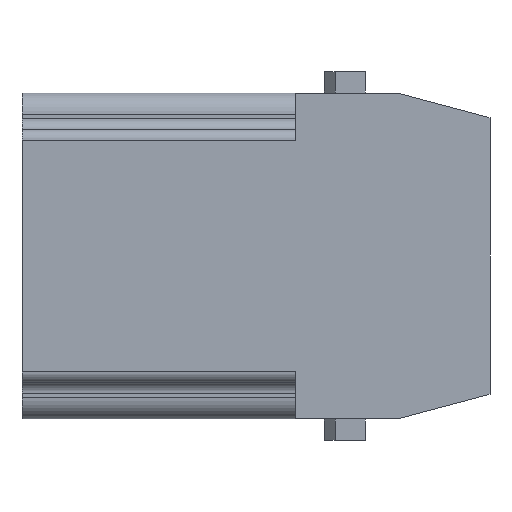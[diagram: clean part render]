
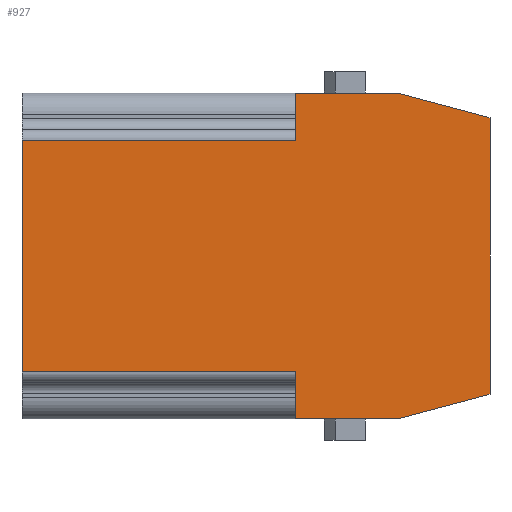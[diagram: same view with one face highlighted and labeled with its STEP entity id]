
A CAD part, left-side view. The second image highlights one B-rep face of the part: STEP entity #927.
In plain terms, the highlighted planar face has unit normal (-1, 0, 0).
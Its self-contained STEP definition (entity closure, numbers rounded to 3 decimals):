
#927=ADVANCED_FACE('',(#1232),#1078,.T.);
#1078=PLANE('',#4234);
#1232=FACE_OUTER_BOUND('',#1440,.T.);
#1440=EDGE_LOOP('',(#2187,#2188,#2189,#2190,#2191,#2192,#2193,#2194,#2195,
#2196));
#2187=ORIENTED_EDGE('',*,*,#3131,.T.);
#2188=ORIENTED_EDGE('',*,*,#3132,.T.);
#2189=ORIENTED_EDGE('',*,*,#3133,.T.);
#2190=ORIENTED_EDGE('',*,*,#3130,.T.);
#2191=ORIENTED_EDGE('',*,*,#3119,.T.);
#2192=ORIENTED_EDGE('',*,*,#3111,.F.);
#2193=ORIENTED_EDGE('',*,*,#3106,.T.);
#2194=ORIENTED_EDGE('',*,*,#3105,.T.);
#2195=ORIENTED_EDGE('',*,*,#3100,.T.);
#2196=ORIENTED_EDGE('',*,*,#3096,.T.);
#2664=VERTEX_POINT('',#6413);
#2665=VERTEX_POINT('',#6415);
#2667=VERTEX_POINT('',#6422);
#2669=VERTEX_POINT('',#6428);
#2671=VERTEX_POINT('',#6434);
#2674=VERTEX_POINT('',#6443);
#2681=VERTEX_POINT('',#6459);
#2686=VERTEX_POINT('',#6479);
#2687=VERTEX_POINT('',#6483);
#2688=VERTEX_POINT('',#6485);
#3096=EDGE_CURVE('',#2665,#2664,#3490,.T.);
#3100=EDGE_CURVE('',#2667,#2665,#3494,.T.);
#3105=EDGE_CURVE('',#2669,#2667,#3499,.T.);
#3106=EDGE_CURVE('',#2671,#2669,#3500,.T.);
#3111=EDGE_CURVE('',#2671,#2674,#3505,.T.);
#3119=EDGE_CURVE('',#2681,#2674,#3511,.T.);
#3130=EDGE_CURVE('',#2686,#2681,#3518,.T.);
#3131=EDGE_CURVE('',#2664,#2687,#3519,.T.);
#3132=EDGE_CURVE('',#2687,#2688,#3520,.T.);
#3133=EDGE_CURVE('',#2688,#2686,#3521,.T.);
#3490=LINE('',#6414,#3866);
#3494=LINE('',#6421,#3870);
#3499=LINE('',#6431,#3875);
#3500=LINE('',#6433,#3876);
#3505=LINE('',#6442,#3881);
#3511=LINE('',#6458,#3887);
#3518=LINE('',#6480,#3894);
#3519=LINE('',#6482,#3895);
#3520=LINE('',#6484,#3896);
#3521=LINE('',#6486,#3897);
#3866=VECTOR('',#4979,1.);
#3870=VECTOR('',#4985,1.);
#3875=VECTOR('',#4992,1.);
#3876=VECTOR('',#4995,1.);
#3881=VECTOR('',#5002,1.);
#3887=VECTOR('',#5014,1.);
#3894=VECTOR('',#5039,1.);
#3895=VECTOR('',#5042,1.);
#3896=VECTOR('',#5043,1.);
#3897=VECTOR('',#5044,1.);
#4234=AXIS2_PLACEMENT_3D('',#6487,#5045,#5046);
#4979=DIRECTION('',(0.,1.,0.));
#4985=DIRECTION('',(0.,0.966,0.259));
#4992=DIRECTION('',(0.,0.,1.));
#4995=DIRECTION('',(0.,-0.966,0.259));
#5002=DIRECTION('',(0.,1.,0.));
#5014=DIRECTION('',(0.,0.,-1.));
#5039=DIRECTION('',(0.,-1.,0.));
#5042=DIRECTION('',(0.,0.,-1.));
#5043=DIRECTION('',(0.,1.,0.));
#5044=DIRECTION('',(0.,0.,-1.));
#5045=DIRECTION('',(-1.,0.,0.));
#5046=DIRECTION('',(0.,0.,1.));
#6413=CARTESIAN_POINT('',(-7.3,-8.8,15.2));
#6414=CARTESIAN_POINT('',(-7.3,-18.363,15.2));
#6415=CARTESIAN_POINT('',(-7.3,-18.363,15.2));
#6421=CARTESIAN_POINT('',(-7.3,-26.95,12.899));
#6422=CARTESIAN_POINT('',(-7.3,-26.95,12.899));
#6428=CARTESIAN_POINT('',(-7.3,-26.95,-12.899));
#6431=CARTESIAN_POINT('',(-7.3,-26.95,-12.899));
#6433=CARTESIAN_POINT('',(-7.3,-18.363,-15.2));
#6434=CARTESIAN_POINT('',(-7.3,-18.363,-15.2));
#6442=CARTESIAN_POINT('',(-7.3,-18.363,-15.2));
#6443=CARTESIAN_POINT('',(-7.3,-8.8,-15.2));
#6458=CARTESIAN_POINT('',(-7.3,-8.8,-10.8));
#6459=CARTESIAN_POINT('',(-7.3,-8.8,-10.8));
#6479=CARTESIAN_POINT('',(-7.3,16.7,-10.8));
#6480=CARTESIAN_POINT('',(-7.3,16.7,-10.8));
#6482=CARTESIAN_POINT('',(-7.3,-8.8,15.2));
#6483=CARTESIAN_POINT('',(-7.3,-8.8,10.8));
#6484=CARTESIAN_POINT('',(-7.3,-8.8,10.8));
#6485=CARTESIAN_POINT('',(-7.3,16.7,10.8));
#6486=CARTESIAN_POINT('',(-7.3,16.7,10.8));
#6487=CARTESIAN_POINT('',(-7.3,-26.95,-15.2));
